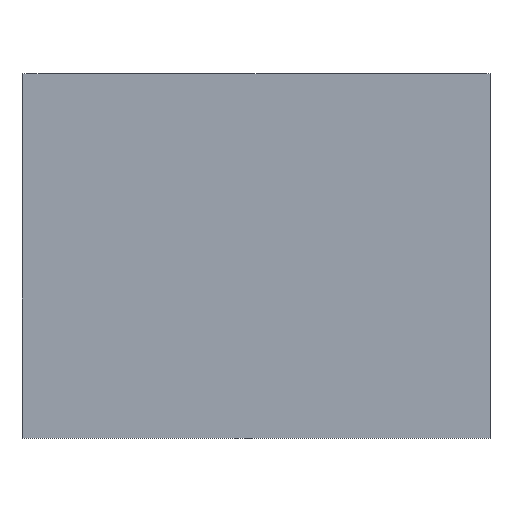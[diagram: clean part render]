
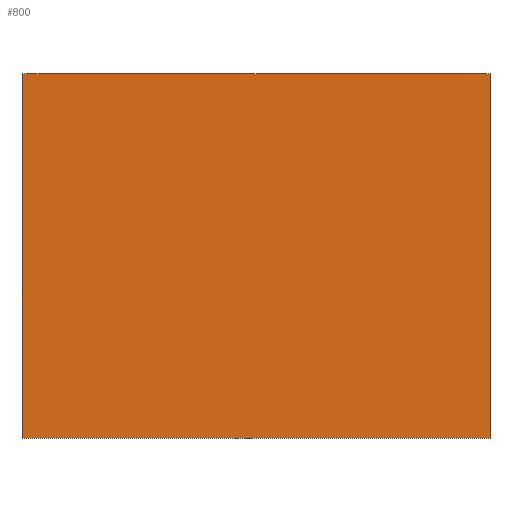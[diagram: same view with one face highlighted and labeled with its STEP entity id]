
A CAD part, top view. The second image highlights one B-rep face of the part: STEP entity #800.
In plain terms, the highlighted face is planar.
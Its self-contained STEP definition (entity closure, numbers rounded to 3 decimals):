
#800=ADVANCED_FACE('',(#1009),#3762,.T.);
#1009=FACE_OUTER_BOUND('',#1218,.T.);
#1218=EDGE_LOOP('',(#2346,#2347,#2348,#2349));
#2346=ORIENTED_EDGE('',*,*,#2932,.T.);
#2347=ORIENTED_EDGE('',*,*,#2936,.T.);
#2348=ORIENTED_EDGE('',*,*,#2939,.T.);
#2349=ORIENTED_EDGE('',*,*,#2941,.T.);
#2932=EDGE_CURVE('',#3665,#3664,#3272,.T.);
#2936=EDGE_CURVE('',#3664,#3667,#3276,.T.);
#2939=EDGE_CURVE('',#3667,#3669,#3279,.T.);
#2941=EDGE_CURVE('',#3669,#3665,#3281,.T.);
#3272=B_SPLINE_CURVE_WITH_KNOTS('',1,(#6576,#6577),.UNSPECIFIED.,.F.,.F.,
(2,2),(-500.,0.),.UNSPECIFIED.);
#3276=B_SPLINE_CURVE_WITH_KNOTS('',1,(#6584,#6585),.UNSPECIFIED.,.F.,.F.,
(2,2),(-642.,0.),.UNSPECIFIED.);
#3279=B_SPLINE_CURVE_WITH_KNOTS('',1,(#6590,#6591),.UNSPECIFIED.,.F.,.F.,
(2,2),(-500.,0.),.UNSPECIFIED.);
#3281=B_SPLINE_CURVE_WITH_KNOTS('',1,(#6594,#6595),.UNSPECIFIED.,.F.,.F.,
(2,2),(-642.,0.),.UNSPECIFIED.);
#3664=VERTEX_POINT('',#6558);
#3665=VERTEX_POINT('',#6559);
#3667=VERTEX_POINT('',#6561);
#3669=VERTEX_POINT('',#6563);
#3762=PLANE('',#4191);
#4191=AXIS2_PLACEMENT_3D('',#6549,#4444,$);
#4444=DIRECTION('',(0.,1.,0.));
#6549=CARTESIAN_POINT('',(-385.2,90.,-300.));
#6558=CARTESIAN_POINT('',(321.,90.,-250.));
#6559=CARTESIAN_POINT('',(321.,90.,250.));
#6561=CARTESIAN_POINT('',(-321.,90.,-250.));
#6563=CARTESIAN_POINT('',(-321.,90.,250.));
#6576=CARTESIAN_POINT('',(321.,90.,250.));
#6577=CARTESIAN_POINT('',(321.,90.,-250.));
#6584=CARTESIAN_POINT('',(321.,90.,-250.));
#6585=CARTESIAN_POINT('',(-321.,90.,-250.));
#6590=CARTESIAN_POINT('',(-321.,90.,-250.));
#6591=CARTESIAN_POINT('',(-321.,90.,250.));
#6594=CARTESIAN_POINT('',(-321.,90.,250.));
#6595=CARTESIAN_POINT('',(321.,90.,250.));
